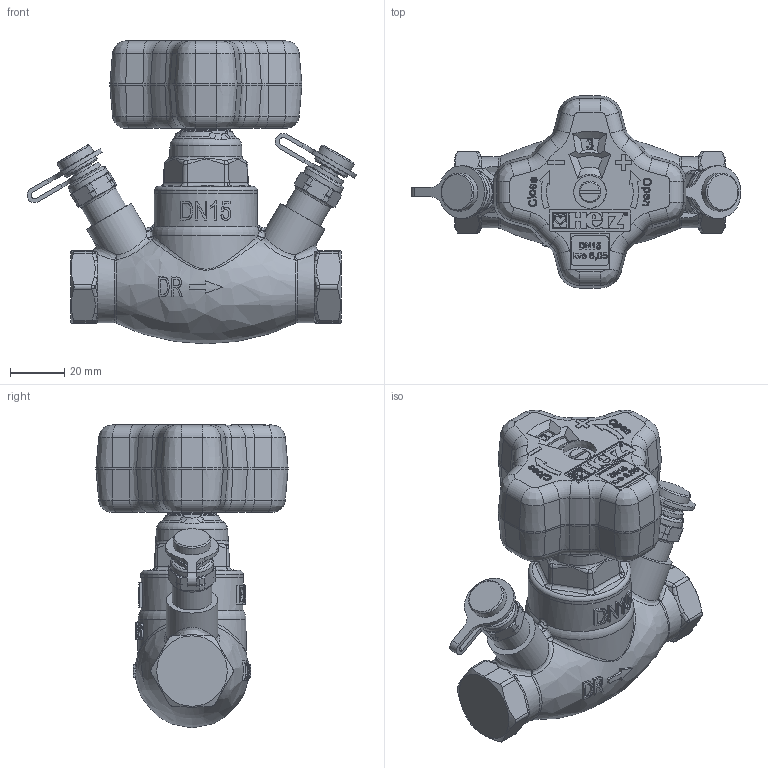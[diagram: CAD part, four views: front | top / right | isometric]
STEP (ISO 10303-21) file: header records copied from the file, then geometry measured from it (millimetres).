
FILE_DESCRIPTION(/* description */ (''),/* implementation_level */ '2;1');
FILE_NAME(/* name */ '',/* time_stamp */ '2018-11-08T13:08:20+01:00',/* author */ (''),/* organization */ (''),/* preprocessor_version */ 'ST-DEVELOPER v11',/* originating_system */ 'SIEMENS PLM Software NX 7.5',/* authorisation */ '');
FILE_SCHEMA (('AUTOMOTIVE_DESIGN { 1 0 10303 214 1 1 1 1 }'));
Products named in the file (1): ages93D7v5m0
Bounding box: 121.91 x 70.95 x 112.2 mm (x, y, z)
Volume: 232264.1 mm3; surface area: 36116 mm2
Topology: 1 solids, 3 shells, 1356 faces, 3505 edges, 2242 vertices
Faces by surface type: plane 459, extrusion 357, cylinder 174, bspline 147, cone 129, torus 68, sphere 22
Full cylindrical faces by diameter (mm): 7.4 x3, 8 x1, 10.7 x2, 12.2 x2, 12.7 x2, 13.7 x2, 13.9 x1, 14 x2, 14.8 x2, 15.8 x2, 18 x1, 19 x2, 38 x1
Entity records: 59618 total; most frequent: CARTESIAN_POINT 19859, ORIENTED_EDGE 6836, DIRECTION 5034, EDGE_CURVE 3418, VERTEX_POINT 2215, VECTOR 1764, AXIS2_PLACEMENT_3D 1635, B_SPLINE_CURVE_WITH_KNOTS 1582
